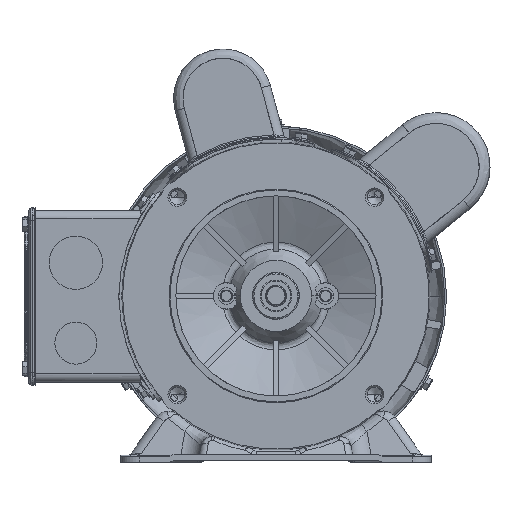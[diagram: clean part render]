
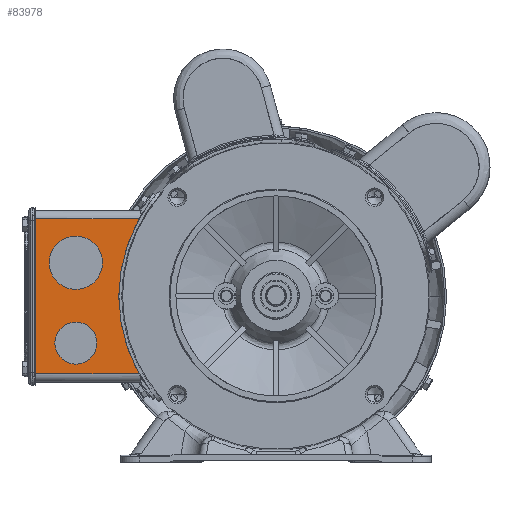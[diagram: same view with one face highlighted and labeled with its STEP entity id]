
A CAD part, top view. The second image highlights one B-rep face of the part: STEP entity #83978.
In plain terms, the highlighted planar face has unit normal (0, 0, 1).
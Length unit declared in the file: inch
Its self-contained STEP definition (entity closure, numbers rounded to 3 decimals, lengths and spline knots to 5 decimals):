
#2660 = CARTESIAN_POINT ( 'NONE',  ( -4.2126, 0.14764, -5.19685 ) ) ;
#2914 = CARTESIAN_POINT ( 'NONE',  ( -5.07874, 1.62992, -5.19685 ) ) ;
#4651 = AXIS2_PLACEMENT_3D ( 'NONE', #140381, #117616, #40752 ) ;
#8287 = CARTESIAN_POINT ( 'NONE',  ( -4.2126, 1.26969, -5.19685 ) ) ;
#11773 = ORIENTED_EDGE ( 'NONE', *, *, #27073, .F. ) ;
#14924 = LINE ( 'NONE', #114493, #24296 ) ;
#16257 = CIRCLE ( 'NONE', #95730, 3.30709 ) ;
#18513 = ORIENTED_EDGE ( 'NONE', *, *, #123182, .T. ) ;
#23388 = EDGE_CURVE ( 'NONE', #139075, #97590, #129924, .T. ) ;
#24296 = VECTOR ( 'NONE', #27651, 39.37008 ) ;
#27073 = EDGE_CURVE ( 'NONE', #126983, #93776, #105171, .T. ) ;
#27651 = DIRECTION ( 'NONE',  ( 0., -1., 0. ) ) ;
#28370 = CIRCLE ( 'NONE', #107907, 0.44291 ) ;
#30381 = CARTESIAN_POINT ( 'NONE',  ( -5.90551, -1.81102, -5.19685 ) ) ;
#30847 = VECTOR ( 'NONE', #97254, 39.37008 ) ;
#39863 = CARTESIAN_POINT ( 'NONE',  ( 0., 0., -5.19685 ) ) ;
#40752 = DIRECTION ( 'NONE',  ( 0., 1., 0. ) ) ;
#41052 = FACE_BOUND ( 'NONE', #74399, .T. ) ;
#43545 = AXIS2_PLACEMENT_3D ( 'NONE', #100932, #89511, #122288 ) ;
#48072 = EDGE_CURVE ( 'NONE', #97590, #139075, #73352, .T. ) ;
#53668 = CARTESIAN_POINT ( 'NONE',  ( -2.87753, 1.62992, -5.19685 ) ) ;
#56558 = EDGE_CURVE ( 'NONE', #65349, #93776, #16257, .T. ) ;
#57866 = DIRECTION ( 'NONE',  ( 0., 1., 0. ) ) ;
#59798 = AXIS2_PLACEMENT_3D ( 'NONE', #133578, #69477, #125717 ) ;
#61717 = DIRECTION ( 'NONE',  ( 1., 0., 0. ) ) ;
#65349 = VERTEX_POINT ( 'NONE', #72118 ) ;
#68279 = EDGE_LOOP ( 'NONE', ( #107226, #11773, #121619, #132649 ) ) ;
#69477 = DIRECTION ( 'NONE',  ( 0., 0., -1. ) ) ;
#72118 = CARTESIAN_POINT ( 'NONE',  ( -2.87753, -1.62992, -5.19685 ) ) ;
#73352 = CIRCLE ( 'NONE', #59798, 0.56102 ) ;
#74399 = EDGE_LOOP ( 'NONE', ( #95114, #18513 ) ) ;
#75040 = VERTEX_POINT ( 'NONE', #85720 ) ;
#76561 = FACE_OUTER_BOUND ( 'NONE', #68279, .T. ) ;
#82659 = EDGE_CURVE ( 'NONE', #75040, #98685, #28370, .T. ) ;
#83978 = ADVANCED_FACE ( 'NONE', ( #105836, #76561, #41052 ), #139983, .T. ) ;
#85720 = CARTESIAN_POINT ( 'NONE',  ( -4.2126, -0.54134, -5.19685 ) ) ;
#85773 = EDGE_CURVE ( 'NONE', #126983, #90362, #14924, .T. ) ;
#89163 = VECTOR ( 'NONE', #61717, 39.37008 ) ;
#89511 = DIRECTION ( 'NONE',  ( 0., 0., -1. ) ) ;
#90362 = VERTEX_POINT ( 'NONE', #123730 ) ;
#93085 = DIRECTION ( 'NONE',  ( 0., 0., -1. ) ) ;
#93776 = VERTEX_POINT ( 'NONE', #53668 ) ;
#95114 = ORIENTED_EDGE ( 'NONE', *, *, #82659, .T. ) ;
#95730 = AXIS2_PLACEMENT_3D ( 'NONE', #39863, #93085, #125834 ) ;
#97254 = DIRECTION ( 'NONE',  ( 1., 0., 0. ) ) ;
#97590 = VERTEX_POINT ( 'NONE', #8287 ) ;
#97802 = CIRCLE ( 'NONE', #4651, 0.44291 ) ;
#98685 = VERTEX_POINT ( 'NONE', #121013 ) ;
#100932 = CARTESIAN_POINT ( 'NONE',  ( -4.2126, 0.70866, -5.19685 ) ) ;
#101529 = ORIENTED_EDGE ( 'NONE', *, *, #23388, .T. ) ;
#105171 = LINE ( 'NONE', #138602, #89163 ) ;
#105836 = FACE_BOUND ( 'NONE', #134755, .T. ) ;
#107226 = ORIENTED_EDGE ( 'NONE', *, *, #56558, .T. ) ;
#107907 = AXIS2_PLACEMENT_3D ( 'NONE', #124042, #134724, #57866 ) ;
#114493 = CARTESIAN_POINT ( 'NONE',  ( -5.07874, 1.81102, -5.19685 ) ) ;
#114966 = AXIS2_PLACEMENT_3D ( 'NONE', #30381, #120038, #117914 ) ;
#117616 = DIRECTION ( 'NONE',  ( 0., 0., -1. ) ) ;
#117914 = DIRECTION ( 'NONE',  ( 0., 1., 0. ) ) ;
#120038 = DIRECTION ( 'NONE',  ( 0., 0., 1. ) ) ;
#120069 = CARTESIAN_POINT ( 'NONE',  ( -5.90551, -1.62992, -5.19685 ) ) ;
#121013 = CARTESIAN_POINT ( 'NONE',  ( -4.2126, -1.42717, -5.19685 ) ) ;
#121619 = ORIENTED_EDGE ( 'NONE', *, *, #85773, .T. ) ;
#121746 = ORIENTED_EDGE ( 'NONE', *, *, #48072, .T. ) ;
#122288 = DIRECTION ( 'NONE',  ( 0., 1., 0. ) ) ;
#123182 = EDGE_CURVE ( 'NONE', #98685, #75040, #97802, .T. ) ;
#123730 = CARTESIAN_POINT ( 'NONE',  ( -5.07874, -1.62992, -5.19685 ) ) ;
#124042 = CARTESIAN_POINT ( 'NONE',  ( -4.2126, -0.98425, -5.19685 ) ) ;
#125717 = DIRECTION ( 'NONE',  ( 0., 1., 0. ) ) ;
#125834 = DIRECTION ( 'NONE',  ( 0., 1., 0. ) ) ;
#126983 = VERTEX_POINT ( 'NONE', #2914 ) ;
#129924 = CIRCLE ( 'NONE', #43545, 0.56102 ) ;
#130723 = LINE ( 'NONE', #120069, #30847 ) ;
#132649 = ORIENTED_EDGE ( 'NONE', *, *, #134743, .T. ) ;
#133578 = CARTESIAN_POINT ( 'NONE',  ( -4.2126, 0.70866, -5.19685 ) ) ;
#134724 = DIRECTION ( 'NONE',  ( 0., 0., -1. ) ) ;
#134743 = EDGE_CURVE ( 'NONE', #90362, #65349, #130723, .T. ) ;
#134755 = EDGE_LOOP ( 'NONE', ( #121746, #101529 ) ) ;
#138602 = CARTESIAN_POINT ( 'NONE',  ( -5.90551, 1.62992, -5.19685 ) ) ;
#139075 = VERTEX_POINT ( 'NONE', #2660 ) ;
#139983 = PLANE ( 'NONE',  #114966 ) ;
#140381 = CARTESIAN_POINT ( 'NONE',  ( -4.2126, -0.98425, -5.19685 ) ) ;
